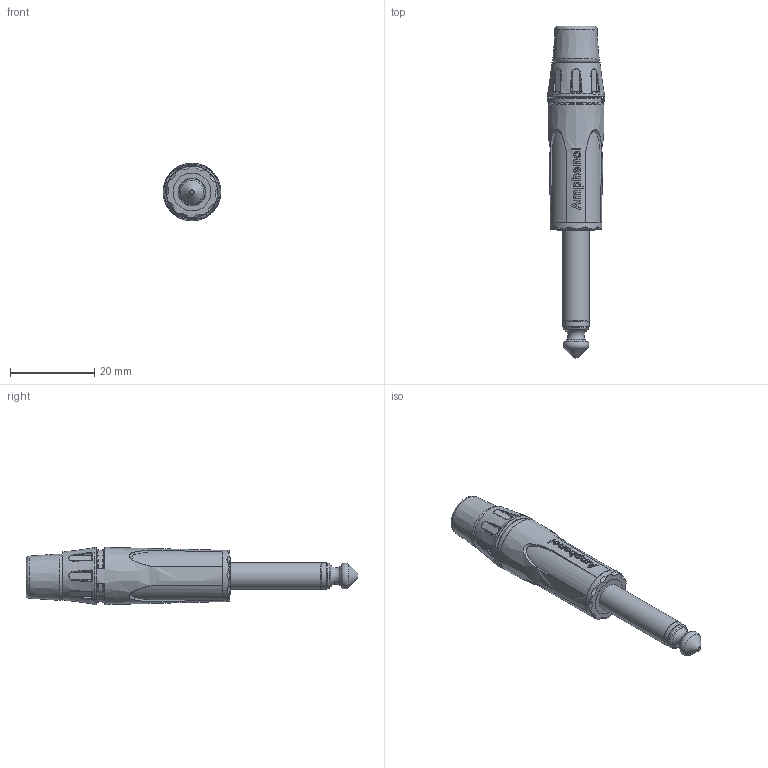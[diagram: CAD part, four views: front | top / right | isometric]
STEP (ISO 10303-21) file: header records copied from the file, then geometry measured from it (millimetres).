
FILE_DESCRIPTION(/* description */ (''),/* implementation_level */ '2;1');
FILE_NAME(/* name */ 'ACPM-KN.stp',/* time_stamp */ '2017-11-10T09:29:37+11:00',/* author */ ('minh'),/* organization */ (''),/* preprocessor_version */ 'ST-DEVELOPER v16.1',/* originating_system */ 'Autodesk Inventor 2016',/* authorisation */ '');
FILE_SCHEMA (('AUTOMOTIVE_DESIGN { 1 0 10303 214 3 1 1 }'));
Length unit declared in the file: inch
Products named in the file (1): ACPM-KN_Shrinkwrap_1
Bounding box: 13.7 x 78.75 x 13.7 mm (x, y, z)
Surface area: 3079.2 mm2 (no closed solid volume)
Topology: 0 solids, 15 shells, 291 faces, 1073 edges, 744 vertices
Faces by surface type: plane 113, cone 72, bspline 59, cylinder 30, torus 17
Full cylindrical faces by diameter (mm): 4 x1, 6.15 x1, 6.2 x1, 6.32 x1, 8.5 x1, 12.25 x1
Entity records: 13979 total; most frequent: CARTESIAN_POINT 5849, ORIENTED_EDGE 1509, DIRECTION 1405, EDGE_CURVE 1010, VERTEX_POINT 714, AXIS2_PLACEMENT_3D 540, B_SPLINE_CURVE_WITH_KNOTS 358, EDGE_LOOP 347
